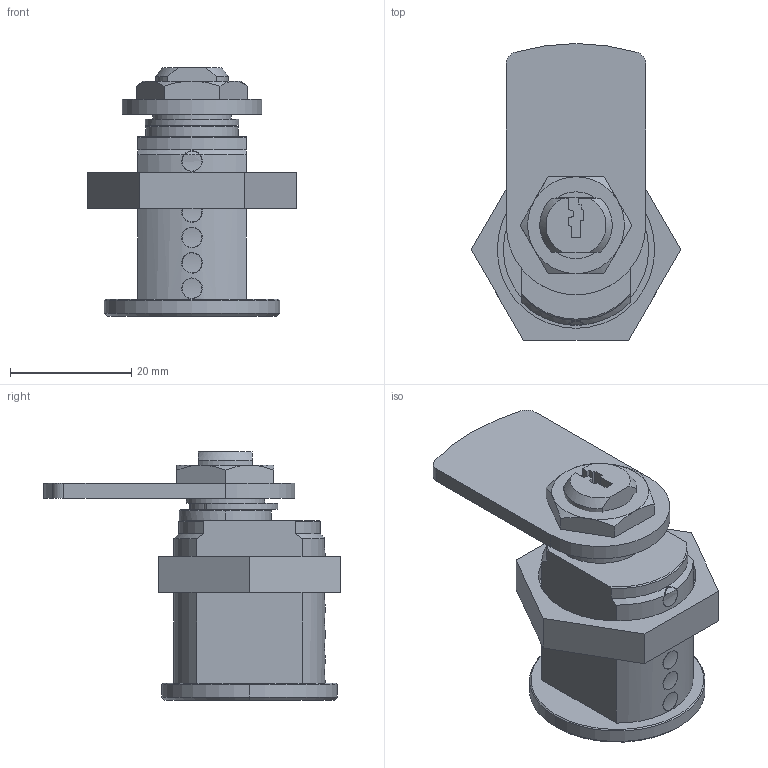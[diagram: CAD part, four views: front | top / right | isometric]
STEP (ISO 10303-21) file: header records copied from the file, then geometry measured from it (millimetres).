
FILE_DESCRIPTION((''),'2;1');
FILE_NAME('CTS_7310_ASM_ASM','2022-03-17T08:24:52',('jncu'),(''),'CREO PARAMETRIC BY PTC INC, 2018500','CREO PARAMETRIC BY PTC INC, 2018500','');
FILE_SCHEMA(('CONFIG_CONTROL_DESIGN'));
Length unit declared in the file: millimetre
Products named in the file (12): DIV0016_1_1; DIV0014_1_1; DIV0015_1_1; 255470_ASM_1_ASM_1_ASM; 150055_1_1; 215456_1_1; 135018_1_1; CTS_7310_ASM_1_ASM_1_ASM; 129494_1; 150015; CTS_7310_ASM_ASM_1_ASM; CTS_7310_ASM_ASM
Assembly tree (15 placements, depth 5):
  CTS_7310_ASM_ASM
    CTS_7310_ASM_ASM_1_ASM
      CTS_7310_ASM_1_ASM_1_ASM
        255470_ASM_1_ASM_1_ASM
          DIV0016_1_1
          DIV0014_1_1  x5
          DIV0015_1_1
        150055_1_1
        215456_1_1
        135018_1_1
      129494_1
      150015
Bounding box: 34.64 x 49 x 41 mm (x, y, z)
Volume: 17353.1 mm3; surface area: 11955.4 mm2
Topology: 12 solids, 12 shells, 205 faces, 538 edges, 363 vertices
Faces by surface type: plane 92, cylinder 78, cone 35
Entity records: 6785 total; most frequent: CARTESIAN_POINT 1744, DIRECTION 1046, ORIENTED_EDGE 996, EDGE_CURVE 498, AXIS2_PLACEMENT_3D 396, VERTEX_POINT 339, VECTOR 254, LINE 254
